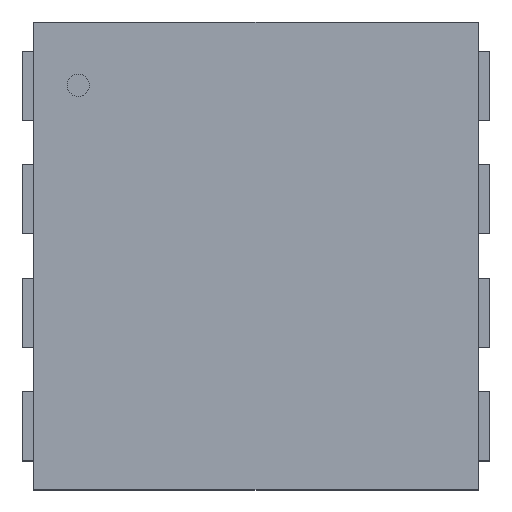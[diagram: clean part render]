
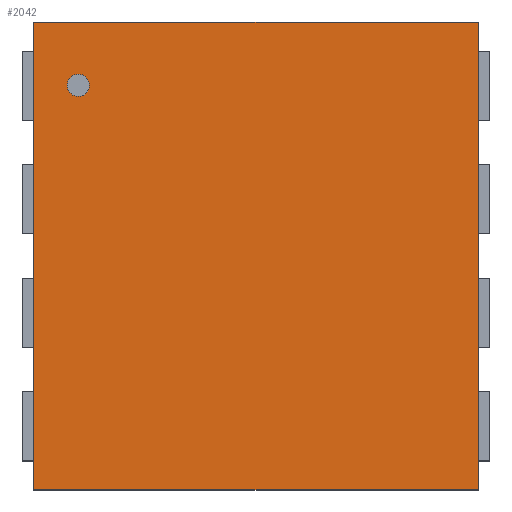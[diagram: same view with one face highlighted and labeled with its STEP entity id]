
A CAD part, top view. The second image highlights one B-rep face of the part: STEP entity #2042.
In plain terms, the highlighted planar face has unit normal (0, 0, 1).
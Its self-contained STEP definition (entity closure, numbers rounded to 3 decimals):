
#86 = ORIENTED_EDGE ( 'NONE', *, *, #488, .T. ) ;
#94 = DIRECTION ( 'NONE',  ( 1., 0., 0. ) ) ;
#157 = EDGE_LOOP ( 'NONE', ( #86, #1895, #168, #1058 ) ) ;
#168 = ORIENTED_EDGE ( 'NONE', *, *, #1267, .T. ) ;
#266 = VERTEX_POINT ( 'NONE', #780 ) ;
#284 = LINE ( 'NONE', #1615, #1188 ) ;
#432 = EDGE_CURVE ( 'NONE', #1630, #266, #714, .T. ) ;
#440 = LINE ( 'NONE', #2135, #1666 ) ;
#470 = VERTEX_POINT ( 'NONE', #712 ) ;
#482 = DIRECTION ( 'NONE',  ( -1., 0., 0. ) ) ;
#488 = EDGE_CURVE ( 'NONE', #266, #936, #1916, .T. ) ;
#543 = CARTESIAN_POINT ( 'NONE',  ( -0.978, 1.029, 0.813 ) ) ;
#670 = FACE_OUTER_BOUND ( 'NONE', #157, .T. ) ;
#712 = CARTESIAN_POINT ( 'NONE',  ( 0.978, 1.029, 0.813 ) ) ;
#714 = LINE ( 'NONE', #543, #1322 ) ;
#780 = CARTESIAN_POINT ( 'NONE',  ( -0.978, -1.029, 0.813 ) ) ;
#855 = PLANE ( 'NONE',  #1116 ) ;
#927 = CARTESIAN_POINT ( 'NONE',  ( -0.978, 1.029, 0.813 ) ) ;
#936 = VERTEX_POINT ( 'NONE', #1922 ) ;
#1008 = VECTOR ( 'NONE', #94, 1000. ) ;
#1058 = ORIENTED_EDGE ( 'NONE', *, *, #432, .T. ) ;
#1116 = AXIS2_PLACEMENT_3D ( 'NONE', #1961, #1505, #1351 ) ;
#1188 = VECTOR ( 'NONE', #482, 1000. ) ;
#1267 = EDGE_CURVE ( 'NONE', #470, #1630, #284, .T. ) ;
#1322 = VECTOR ( 'NONE', #1493, 1000. ) ;
#1351 = DIRECTION ( 'NONE',  ( 1., 0., 0. ) ) ;
#1493 = DIRECTION ( 'NONE',  ( 0., -1., 0. ) ) ;
#1505 = DIRECTION ( 'NONE',  ( 0., 0., 1. ) ) ;
#1576 = EDGE_CURVE ( 'NONE', #936, #470, #440, .T. ) ;
#1591 = CARTESIAN_POINT ( 'NONE',  ( -0.978, -1.029, 0.813 ) ) ;
#1615 = CARTESIAN_POINT ( 'NONE',  ( 0.978, 1.029, 0.813 ) ) ;
#1618 = DIRECTION ( 'NONE',  ( 0., 1., 0. ) ) ;
#1630 = VERTEX_POINT ( 'NONE', #927 ) ;
#1666 = VECTOR ( 'NONE', #1618, 1000. ) ;
#1895 = ORIENTED_EDGE ( 'NONE', *, *, #1576, .T. ) ;
#1916 = LINE ( 'NONE', #1591, #1008 ) ;
#1922 = CARTESIAN_POINT ( 'NONE',  ( 0.978, -1.029, 0.813 ) ) ;
#1961 = CARTESIAN_POINT ( 'NONE',  ( -0.978, -1.029, 0.813 ) ) ;
#2042 = ADVANCED_FACE ( 'NONE', ( #670 ), #855, .T. ) ;
#2135 = CARTESIAN_POINT ( 'NONE',  ( 0.978, -1.029, 0.813 ) ) ;
